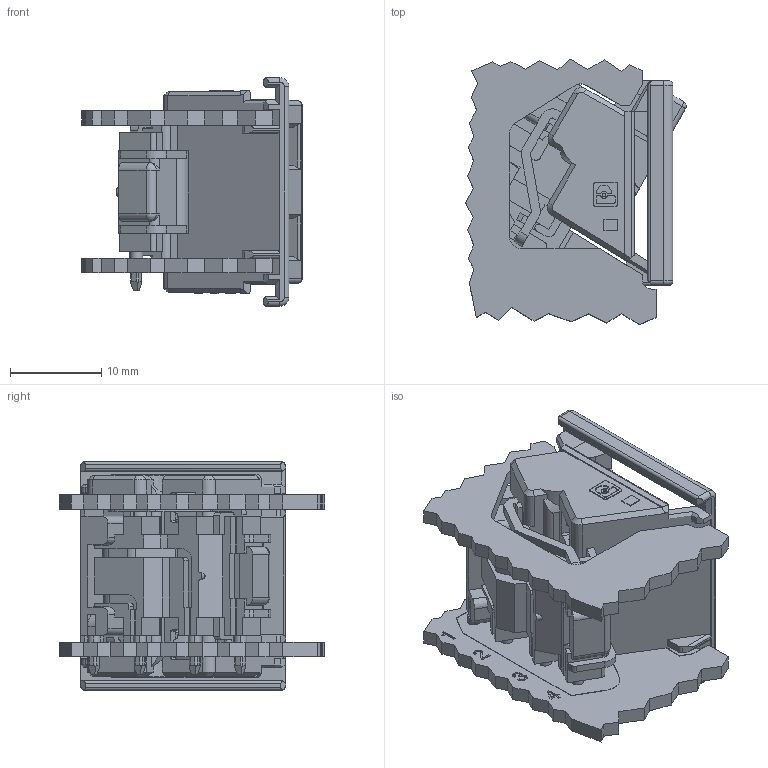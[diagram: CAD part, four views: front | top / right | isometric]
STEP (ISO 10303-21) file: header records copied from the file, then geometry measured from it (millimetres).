
FILE_DESCRIPTION(('Creo Elements/Direct Modeling STEP Export'),'2;1');
FILE_NAME('model.stp','2020-07-10T15:00:17',(''),(''),'Creo Elements/Direct Modeling STEP processor for AP214 (Solid Model)','Creo Elements/Direct Modeling 20.1A 29-Sep-2018 (C) Parametric Technology GmbH','');
FILE_SCHEMA(('AUTOMOTIVE_DESIGN { 1 0 10303 214 1 1 1 1 }'));
Length unit declared in the file: millimetre
Products named in the file (4): PCB-FRAGMENT_MAIN_ICC25-H_4R5.0_01087108; ICC25-H-4R5.0__01083879_H.Select; PCB_FRAGMENT_SECOND_ICC25_H4R5_0; ICC25-H_4R5.0_01087109
Assembly tree (3 placements, depth 2):
  ICC25-H_4R5.0_01087109
    PCB_FRAGMENT_SECOND_ICC25_H4R5_0
    ICC25-H-4R5.0__01083879_H.Select
    PCB-FRAGMENT_MAIN_ICC25-H_4R5.0_01087108
Bounding box: 24.1 x 29.04 x 25 mm (x, y, z)
Volume: 4356.3 mm3; surface area: 6392.5 mm2
Topology: 3 solids, 3 shells, 1602 faces, 4618 edges, 3050 vertices
Faces by surface type: plane 1344, cylinder 214, cone 36, torus 6, sphere 2
Entity records: 53321 total; most frequent: CARTESIAN_POINT 9981, ORIENTED_EDGE 9232, DIRECTION 7975, EDGE_CURVE 4616, VECTOR 3977, LINE 3977, VERTEX_POINT 3050, AXIS2_PLACEMENT_3D 1999
